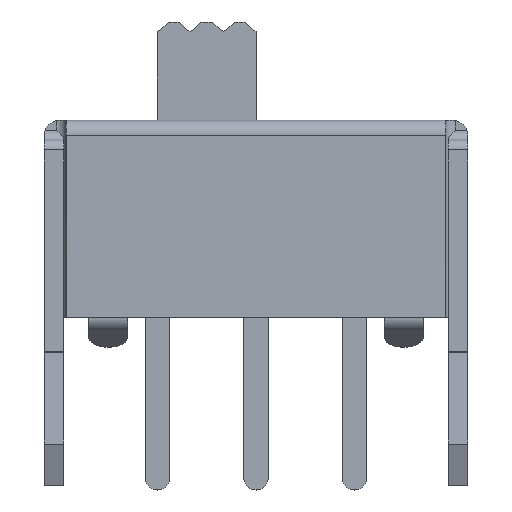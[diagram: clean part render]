
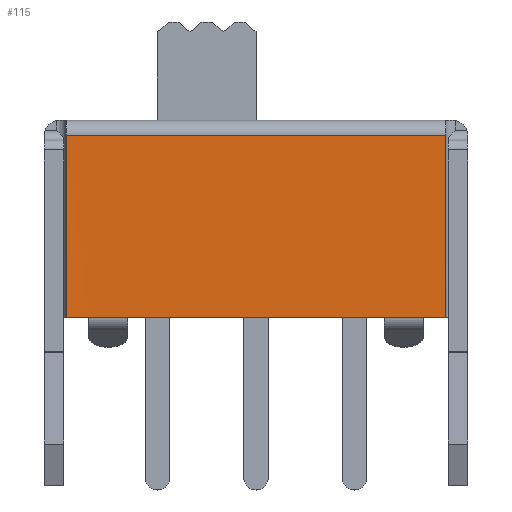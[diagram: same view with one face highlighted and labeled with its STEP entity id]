
A CAD part, top view. The second image highlights one B-rep face of the part: STEP entity #115.
In plain terms, the highlighted planar face has unit normal (0, 0, 1).
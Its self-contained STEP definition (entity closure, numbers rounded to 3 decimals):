
#115=ADVANCED_FACE('',(#380),#381,.T.);
#380=FACE_OUTER_BOUND('',#762,.T.);
#381=PLANE('',#763);
#762=EDGE_LOOP('',(#1710,#1711,#1712,#1713,#1714,#1715,#1716,#1717));
#763=AXIS2_PLACEMENT_3D('',#1718,#1719,#1720);
#1710=ORIENTED_EDGE('',*,*,#2932,.T.);
#1711=ORIENTED_EDGE('',*,*,#2759,.T.);
#1712=ORIENTED_EDGE('',*,*,#2937,.T.);
#1713=ORIENTED_EDGE('',*,*,#2755,.T.);
#1714=ORIENTED_EDGE('',*,*,#2938,.T.);
#1715=ORIENTED_EDGE('',*,*,#2751,.T.);
#1716=ORIENTED_EDGE('',*,*,#2939,.F.);
#1717=ORIENTED_EDGE('',*,*,#2927,.T.);
#1718=CARTESIAN_POINT('',(0.0,0.0,2.25));
#1719=DIRECTION('',(0.0,0.0,1.0));
#1720=DIRECTION('',(1.0,0.0,0.0));
#2751=EDGE_CURVE('',#3407,#3405,#3408,.T.);
#2755=EDGE_CURVE('',#3415,#3413,#3416,.T.);
#2759=EDGE_CURVE('',#3423,#3421,#3424,.T.);
#2927=EDGE_CURVE('',#3709,#3710,#3711,.T.);
#2932=EDGE_CURVE('',#3710,#3423,#3717,.T.);
#2937=EDGE_CURVE('',#3421,#3415,#3722,.T.);
#2938=EDGE_CURVE('',#3413,#3407,#3723,.T.);
#2939=EDGE_CURVE('',#3709,#3405,#3724,.T.);
#3405=VERTEX_POINT('',#4402);
#3407=VERTEX_POINT('',#4405);
#3408=LINE('',#4406,#4407);
#3413=VERTEX_POINT('',#4414);
#3415=VERTEX_POINT('',#4417);
#3416=LINE('',#4418,#4419);
#3421=VERTEX_POINT('',#4426);
#3423=VERTEX_POINT('',#4429);
#3424=LINE('',#4430,#4431);
#3709=VERTEX_POINT('',#4865);
#3710=VERTEX_POINT('',#4866);
#3711=LINE('',#4867,#4868);
#3717=LINE('',#4879,#4880);
#3722=LINE('',#4889,#4890);
#3723=LINE('',#4891,#4892);
#3724=LINE('',#4893,#4894);
#4402=CARTESIAN_POINT('',(3.85,0.7,2.25));
#4405=CARTESIAN_POINT('',(3.4,0.7,2.249));
#4406=CARTESIAN_POINT('',(3.4,0.7,2.249));
#4407=VECTOR('',#5548,0.45);
#4414=CARTESIAN_POINT('',(2.6,0.7,2.249));
#4417=CARTESIAN_POINT('',(-2.6,0.7,2.248));
#4418=CARTESIAN_POINT('',(-2.6,0.7,2.249));
#4419=VECTOR('',#5552,5.2);
#4426=CARTESIAN_POINT('',(-3.4,0.7,2.248));
#4429=CARTESIAN_POINT('',(-3.85,0.7,2.25));
#4430=CARTESIAN_POINT('',(-3.85,0.7,2.25));
#4431=VECTOR('',#5556,0.45);
#4865=CARTESIAN_POINT('',(3.85,4.4,2.25));
#4866=CARTESIAN_POINT('',(-3.85,4.4,2.25));
#4867=CARTESIAN_POINT('',(3.85,4.4,2.25));
#4868=VECTOR('',#5799,7.7);
#4879=CARTESIAN_POINT('',(-3.85,4.4,2.25));
#4880=VECTOR('',#5807,3.7);
#4889=CARTESIAN_POINT('',(-3.4,0.7,2.249));
#4890=VECTOR('',#5812,0.8);
#4891=CARTESIAN_POINT('',(2.6,0.7,2.249));
#4892=VECTOR('',#5813,0.8);
#4893=CARTESIAN_POINT('',(3.85,4.4,2.25));
#4894=VECTOR('',#5814,3.7);
#5548=DIRECTION('',(1.,0.0,0.002));
#5552=DIRECTION('',(1.0,0.0,0.0));
#5556=DIRECTION('',(1.,0.0,-0.002));
#5799=DIRECTION('',(-1.0,0.0,0.0));
#5807=DIRECTION('',(0.0,-1.0,0.0));
#5812=DIRECTION('',(1.0,0.0,0.0));
#5813=DIRECTION('',(1.0,0.0,0.0));
#5814=DIRECTION('',(0.0,-1.0,0.0));
